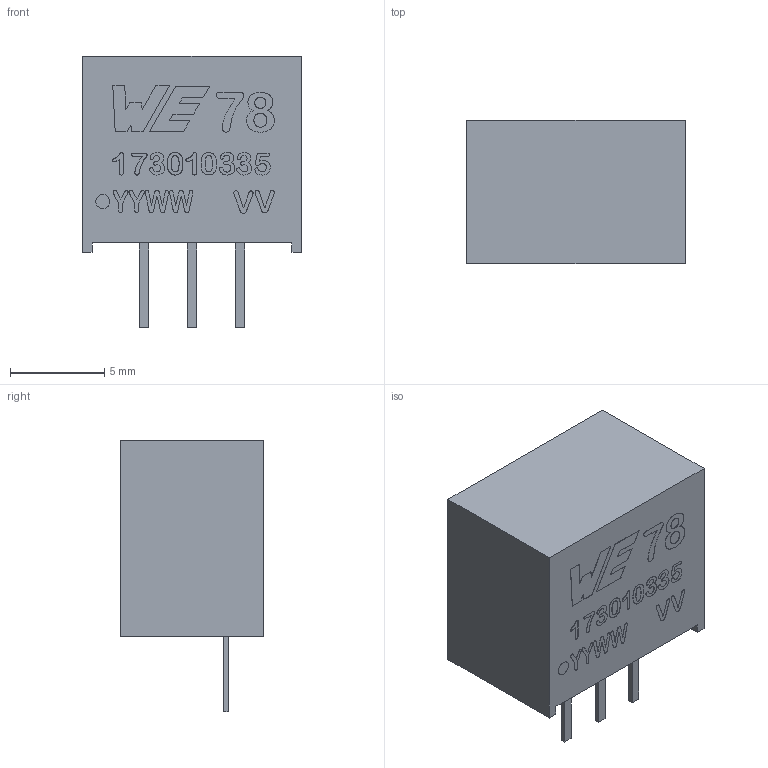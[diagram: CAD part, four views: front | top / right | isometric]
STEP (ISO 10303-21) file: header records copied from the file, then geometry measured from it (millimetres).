
FILE_DESCRIPTION(/* description */ ('Unknown'),/* implementation_level */ '2;1');
FILE_NAME(/* name */ 'U_Wurth_MagIC-FDSM_17301xx35',/* time_stamp */ '2025-01-06T16:25:20+08:00',/* author */ ('Unknown'),/* organization */ ('Unknown'),/* preprocessor_version */ 'ST-DEVELOPER v19.4',/* originating_system */ 'Solid Edge',/* authorisation */ 'Unknown');
FILE_SCHEMA (('AUTOMOTIVE_DESIGN {1 0 10303 214 3 1 1}'));
Products named in the file (1): 173010335-1
Bounding box: 11.6 x 7.6 x 14.4 mm (x, y, z)
Volume: 878.1 mm3; surface area: 594.6 mm2
Topology: 1 solids, 1 shells, 1774 faces, 5239 edges, 3494 vertices
Faces by surface type: plane 1769, bspline 4, cylinder 1
Full cylindrical faces by diameter (mm): 0.75 x1
Entity records: 70854 total; most frequent: CARTESIAN_POINT 11041, ORIENTED_EDGE 10472, DIRECTION 8772, EDGE_CURVE 5236, LINE 5226, VECTOR 5226, VERTEX_POINT 3494, EDGE_LOOP 1804
